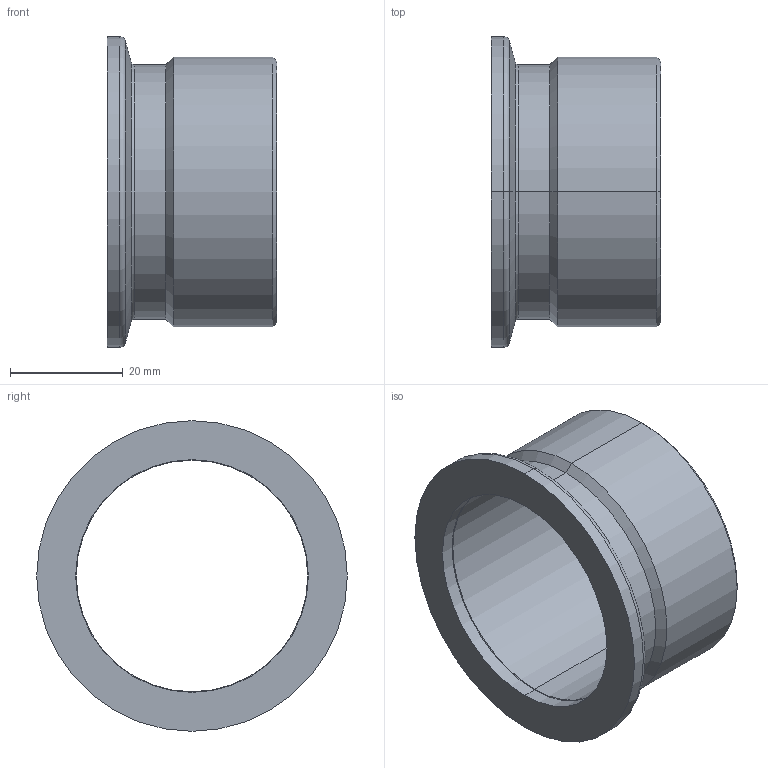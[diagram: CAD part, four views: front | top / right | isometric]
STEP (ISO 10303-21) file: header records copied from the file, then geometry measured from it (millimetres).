
FILE_DESCRIPTION (( 'STEP AP214' ), '1' );
FILE_NAME ('120AEI040-1500.step', '2017-07-06T08:39:15', ( 'install' ), ( '' ), 'SwSTEP 2.0', 'SolidWorks 2015', '' );
FILE_SCHEMA (( 'AUTOMOTIVE_DESIGN' ));
Length unit declared in the file: millimetre
Products named in the file (1): 120AEI040-1500
Bounding box: 30 x 55 x 55 mm (x, y, z)
Volume: 14755.9 mm3; surface area: 10480.4 mm2
Topology: 1 solids, 1 shells, 25 faces, 50 edges, 28 vertices
Faces by surface type: cylinder 10, cone 6, torus 6, plane 3
Entity records: 710 total; most frequent: DIRECTION 136, CARTESIAN_POINT 104, ORIENTED_EDGE 100, AXIS2_PLACEMENT_3D 60, EDGE_CURVE 50, CIRCLE 34, VERTEX_POINT 28, EDGE_LOOP 28
